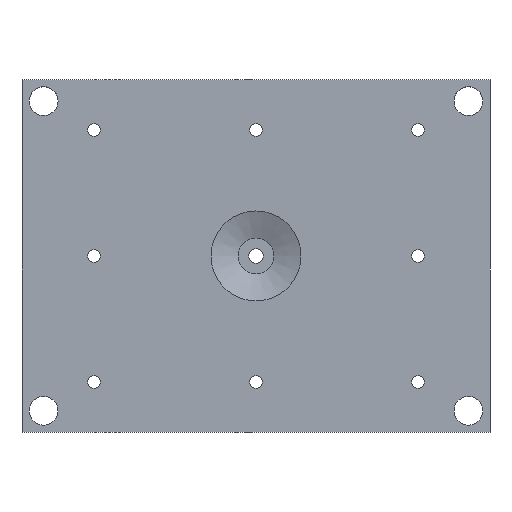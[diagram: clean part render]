
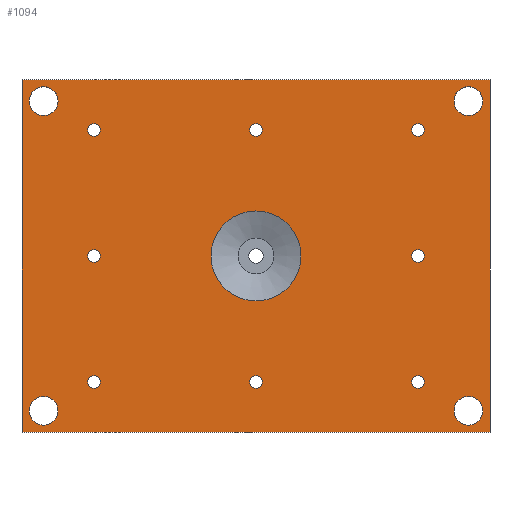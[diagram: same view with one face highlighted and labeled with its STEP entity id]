
A CAD part, top view. The second image highlights one B-rep face of the part: STEP entity #1094.
In plain terms, the highlighted planar face has unit normal (0, 0, 1).
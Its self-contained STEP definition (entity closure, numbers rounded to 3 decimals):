
#29=FACE_BOUND('',#214,.T.);
#30=FACE_BOUND('',#215,.T.);
#31=FACE_BOUND('',#216,.T.);
#32=FACE_BOUND('',#217,.T.);
#33=FACE_BOUND('',#218,.T.);
#34=FACE_BOUND('',#219,.T.);
#35=FACE_BOUND('',#220,.T.);
#36=FACE_BOUND('',#221,.T.);
#37=FACE_BOUND('',#222,.T.);
#38=FACE_BOUND('',#223,.T.);
#39=FACE_BOUND('',#224,.T.);
#40=FACE_BOUND('',#225,.T.);
#41=FACE_BOUND('',#226,.T.);
#76=PLANE('',#1197);
#146=FACE_OUTER_BOUND('',#213,.T.);
#213=EDGE_LOOP('',(#1024,#1025,#1026,#1027));
#214=EDGE_LOOP('',(#1028));
#215=EDGE_LOOP('',(#1029));
#216=EDGE_LOOP('',(#1030));
#217=EDGE_LOOP('',(#1031));
#218=EDGE_LOOP('',(#1032));
#219=EDGE_LOOP('',(#1033));
#220=EDGE_LOOP('',(#1034));
#221=EDGE_LOOP('',(#1035));
#222=EDGE_LOOP('',(#1036));
#223=EDGE_LOOP('',(#1037));
#224=EDGE_LOOP('',(#1038));
#225=EDGE_LOOP('',(#1039));
#226=EDGE_LOOP('',(#1040));
#334=LINE('',#1783,#448);
#336=LINE('',#1787,#450);
#338=LINE('',#1791,#452);
#340=LINE('',#1794,#454);
#448=VECTOR('',#1477,10.);
#450=VECTOR('',#1481,10.);
#452=VECTOR('',#1485,10.);
#454=VECTOR('',#1489,10.);
#456=CIRCLE('',#1111,12.5);
#479=CIRCLE('',#1170,4.);
#480=CIRCLE('',#1172,1.75);
#481=CIRCLE('',#1174,4.);
#482=CIRCLE('',#1176,4.);
#483=CIRCLE('',#1178,1.75);
#484=CIRCLE('',#1180,1.75);
#485=CIRCLE('',#1182,1.75);
#486=CIRCLE('',#1184,4.);
#487=CIRCLE('',#1186,1.75);
#488=CIRCLE('',#1188,1.75);
#489=CIRCLE('',#1190,1.75);
#490=CIRCLE('',#1192,1.75);
#492=VERTEX_POINT('',#1496);
#575=VERTEX_POINT('',#1732);
#576=VERTEX_POINT('',#1736);
#577=VERTEX_POINT('',#1740);
#578=VERTEX_POINT('',#1744);
#579=VERTEX_POINT('',#1748);
#580=VERTEX_POINT('',#1752);
#581=VERTEX_POINT('',#1756);
#582=VERTEX_POINT('',#1760);
#583=VERTEX_POINT('',#1764);
#584=VERTEX_POINT('',#1768);
#585=VERTEX_POINT('',#1772);
#586=VERTEX_POINT('',#1776);
#587=VERTEX_POINT('',#1780);
#588=VERTEX_POINT('',#1782);
#589=VERTEX_POINT('',#1786);
#590=VERTEX_POINT('',#1790);
#593=EDGE_CURVE('',#492,#492,#456,.T.);
#709=EDGE_CURVE('',#575,#575,#479,.T.);
#711=EDGE_CURVE('',#576,#576,#480,.T.);
#713=EDGE_CURVE('',#577,#577,#481,.T.);
#715=EDGE_CURVE('',#578,#578,#482,.T.);
#717=EDGE_CURVE('',#579,#579,#483,.T.);
#719=EDGE_CURVE('',#580,#580,#484,.T.);
#721=EDGE_CURVE('',#581,#581,#485,.T.);
#723=EDGE_CURVE('',#582,#582,#486,.T.);
#725=EDGE_CURVE('',#583,#583,#487,.T.);
#727=EDGE_CURVE('',#584,#584,#488,.T.);
#729=EDGE_CURVE('',#585,#585,#489,.T.);
#731=EDGE_CURVE('',#586,#586,#490,.T.);
#734=EDGE_CURVE('',#588,#587,#334,.T.);
#736=EDGE_CURVE('',#589,#588,#336,.T.);
#738=EDGE_CURVE('',#590,#589,#338,.T.);
#740=EDGE_CURVE('',#587,#590,#340,.T.);
#1024=ORIENTED_EDGE('',*,*,#740,.T.);
#1025=ORIENTED_EDGE('',*,*,#738,.T.);
#1026=ORIENTED_EDGE('',*,*,#736,.T.);
#1027=ORIENTED_EDGE('',*,*,#734,.T.);
#1028=ORIENTED_EDGE('',*,*,#593,.T.);
#1029=ORIENTED_EDGE('',*,*,#731,.T.);
#1030=ORIENTED_EDGE('',*,*,#729,.T.);
#1031=ORIENTED_EDGE('',*,*,#727,.T.);
#1032=ORIENTED_EDGE('',*,*,#725,.T.);
#1033=ORIENTED_EDGE('',*,*,#723,.T.);
#1034=ORIENTED_EDGE('',*,*,#721,.T.);
#1035=ORIENTED_EDGE('',*,*,#719,.T.);
#1036=ORIENTED_EDGE('',*,*,#717,.T.);
#1037=ORIENTED_EDGE('',*,*,#715,.T.);
#1038=ORIENTED_EDGE('',*,*,#713,.T.);
#1039=ORIENTED_EDGE('',*,*,#711,.T.);
#1040=ORIENTED_EDGE('',*,*,#709,.T.);
#1094=ADVANCED_FACE('',(#146,#29,#30,#31,#32,#33,#34,#35,#36,#37,#38,#39,
#40,#41),#76,.T.);
#1111=AXIS2_PLACEMENT_3D('',#1498,#1205,#1206);
#1170=AXIS2_PLACEMENT_3D('',#1733,#1416,#1417);
#1172=AXIS2_PLACEMENT_3D('',#1737,#1421,#1422);
#1174=AXIS2_PLACEMENT_3D('',#1741,#1426,#1427);
#1176=AXIS2_PLACEMENT_3D('',#1745,#1431,#1432);
#1178=AXIS2_PLACEMENT_3D('',#1749,#1436,#1437);
#1180=AXIS2_PLACEMENT_3D('',#1753,#1441,#1442);
#1182=AXIS2_PLACEMENT_3D('',#1757,#1446,#1447);
#1184=AXIS2_PLACEMENT_3D('',#1761,#1451,#1452);
#1186=AXIS2_PLACEMENT_3D('',#1765,#1456,#1457);
#1188=AXIS2_PLACEMENT_3D('',#1769,#1461,#1462);
#1190=AXIS2_PLACEMENT_3D('',#1773,#1466,#1467);
#1192=AXIS2_PLACEMENT_3D('',#1777,#1471,#1472);
#1197=AXIS2_PLACEMENT_3D('',#1795,#1490,#1491);
#1205=DIRECTION('center_axis',(0.,0.,-1.));
#1206=DIRECTION('ref_axis',(1.,0.,0.));
#1416=DIRECTION('center_axis',(0.,0.,-1.));
#1417=DIRECTION('ref_axis',(1.,0.,0.));
#1421=DIRECTION('center_axis',(0.,0.,-1.));
#1422=DIRECTION('ref_axis',(1.,0.,0.));
#1426=DIRECTION('center_axis',(0.,0.,-1.));
#1427=DIRECTION('ref_axis',(1.,0.,0.));
#1431=DIRECTION('center_axis',(0.,0.,-1.));
#1432=DIRECTION('ref_axis',(1.,0.,0.));
#1436=DIRECTION('center_axis',(0.,0.,-1.));
#1437=DIRECTION('ref_axis',(1.,0.,0.));
#1441=DIRECTION('center_axis',(0.,0.,-1.));
#1442=DIRECTION('ref_axis',(1.,0.,0.));
#1446=DIRECTION('center_axis',(0.,0.,-1.));
#1447=DIRECTION('ref_axis',(1.,0.,0.));
#1451=DIRECTION('center_axis',(0.,0.,-1.));
#1452=DIRECTION('ref_axis',(1.,0.,0.));
#1456=DIRECTION('center_axis',(0.,0.,-1.));
#1457=DIRECTION('ref_axis',(1.,0.,0.));
#1461=DIRECTION('center_axis',(0.,0.,-1.));
#1462=DIRECTION('ref_axis',(1.,0.,0.));
#1466=DIRECTION('center_axis',(0.,0.,-1.));
#1467=DIRECTION('ref_axis',(1.,0.,0.));
#1471=DIRECTION('center_axis',(0.,0.,-1.));
#1472=DIRECTION('ref_axis',(1.,0.,0.));
#1477=DIRECTION('',(1.,0.,0.));
#1481=DIRECTION('',(0.,-1.,0.));
#1485=DIRECTION('',(-1.,0.,0.));
#1489=DIRECTION('',(0.,1.,0.));
#1490=DIRECTION('center_axis',(0.,0.,1.));
#1491=DIRECTION('ref_axis',(1.,0.,0.));
#1496=CARTESIAN_POINT('',(-12.5,0.,45.));
#1498=CARTESIAN_POINT('Origin',(0.,0.,45.));
#1732=CARTESIAN_POINT('',(-63.,-43.,45.));
#1733=CARTESIAN_POINT('Origin',(-59.,-43.,45.));
#1736=CARTESIAN_POINT('',(-1.75,35.,45.));
#1737=CARTESIAN_POINT('Origin',(0.,35.,45.));
#1740=CARTESIAN_POINT('',(-63.,43.,45.));
#1741=CARTESIAN_POINT('Origin',(-59.,43.,45.));
#1744=CARTESIAN_POINT('',(55.,-43.,45.));
#1745=CARTESIAN_POINT('Origin',(59.,-43.,45.));
#1748=CARTESIAN_POINT('',(43.25,35.,45.));
#1749=CARTESIAN_POINT('Origin',(45.,35.,45.));
#1752=CARTESIAN_POINT('',(-46.75,35.,45.));
#1753=CARTESIAN_POINT('Origin',(-45.,35.,45.));
#1756=CARTESIAN_POINT('',(-46.75,0.,45.));
#1757=CARTESIAN_POINT('Origin',(-45.,0.,45.));
#1760=CARTESIAN_POINT('',(55.,43.,45.));
#1761=CARTESIAN_POINT('Origin',(59.,43.,45.));
#1764=CARTESIAN_POINT('',(43.25,-35.,45.));
#1765=CARTESIAN_POINT('Origin',(45.,-35.,45.));
#1768=CARTESIAN_POINT('',(43.25,0.,45.));
#1769=CARTESIAN_POINT('Origin',(45.,0.,45.));
#1772=CARTESIAN_POINT('',(-1.75,-35.,45.));
#1773=CARTESIAN_POINT('Origin',(0.,-35.,45.));
#1776=CARTESIAN_POINT('',(-46.75,-35.,45.));
#1777=CARTESIAN_POINT('Origin',(-45.,-35.,45.));
#1780=CARTESIAN_POINT('',(65.,-49.,45.));
#1782=CARTESIAN_POINT('',(-65.,-49.,45.));
#1783=CARTESIAN_POINT('',(-65.,-49.,45.));
#1786=CARTESIAN_POINT('',(-65.,49.,45.));
#1787=CARTESIAN_POINT('',(-65.,49.,45.));
#1790=CARTESIAN_POINT('',(65.,49.,45.));
#1791=CARTESIAN_POINT('',(65.,49.,45.));
#1794=CARTESIAN_POINT('',(65.,-49.,45.));
#1795=CARTESIAN_POINT('Origin',(0.,0.,45.));
